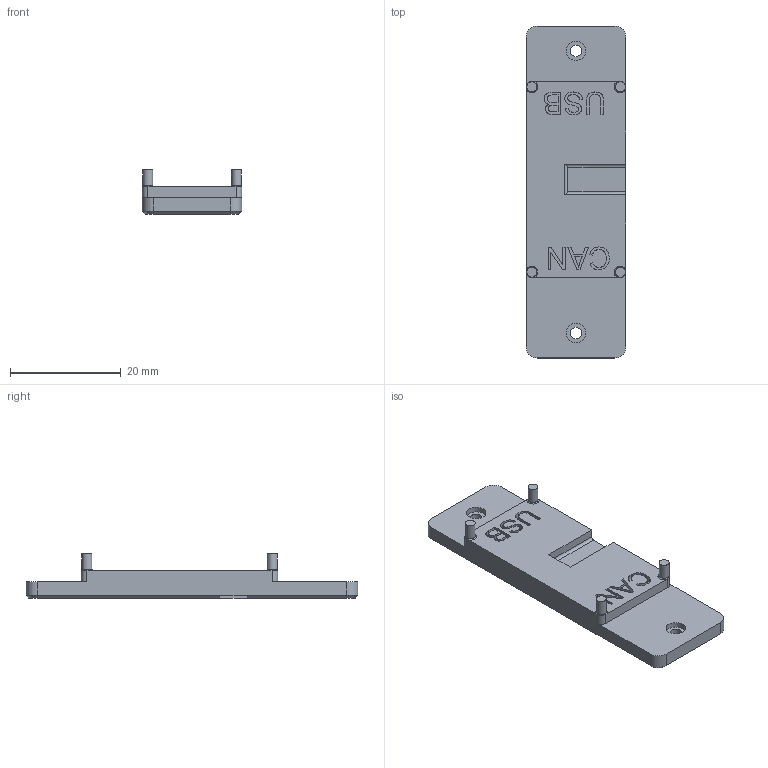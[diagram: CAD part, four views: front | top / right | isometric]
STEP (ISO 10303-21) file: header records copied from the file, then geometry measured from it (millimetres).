
FILE_DESCRIPTION(/* description */ (''),/* implementation_level */ '2;1');
FILE_NAME(/* name */ 'canable_pro_mount.step',/* time_stamp */ '2022-05-13T20:03:55+01:00',/* author */ (''),/* organization */ (''),/* preprocessor_version */ 'ST-DEVELOPER v18.1',/* originating_system */ 'Autodesk Translation Framework v10.14.0.1471',/* authorisation */ '');
FILE_SCHEMA (('AUTOMOTIVE_DESIGN { 1 0 10303 214 3 1 1 }'));
Length unit declared in the file: millimetre
Products named in the file (1): canablepro
Bounding box: 17.98 x 60 x 8 mm (x, y, z)
Volume: 4326.9 mm3; surface area: 3046.4 mm2
Topology: 1 solids, 1 shells, 200 faces, 541 edges, 354 vertices
Faces by surface type: bspline 90, plane 83, cylinder 19, torus 4, cone 4
Full cylindrical faces by diameter (mm): 1.8 x4, 2.1 x2, 3.5 x2
Entity records: 7160 total; most frequent: CARTESIAN_POINT 2688, ORIENTED_EDGE 1082, DIRECTION 625, EDGE_CURVE 541, VERTEX_POINT 354, LINE 299, VECTOR 299, EDGE_LOOP 215
